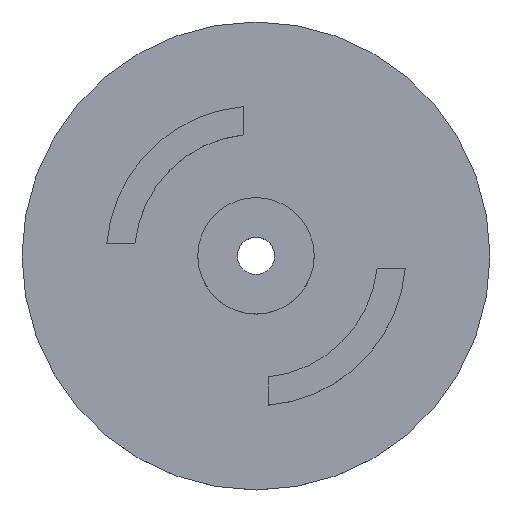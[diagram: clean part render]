
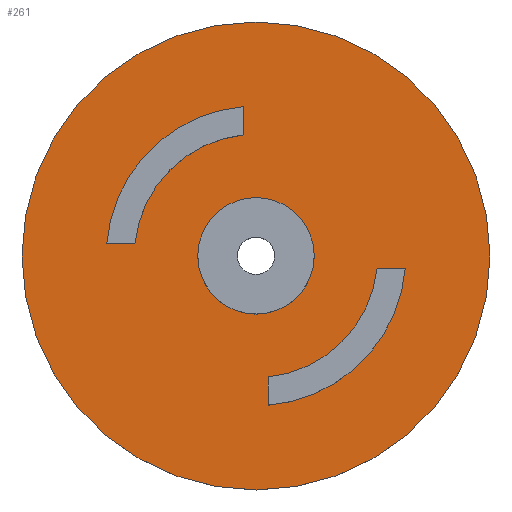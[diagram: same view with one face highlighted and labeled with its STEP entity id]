
A CAD part, top view. The second image highlights one B-rep face of the part: STEP entity #261.
In plain terms, the highlighted planar face has unit normal (0, 0, 1).
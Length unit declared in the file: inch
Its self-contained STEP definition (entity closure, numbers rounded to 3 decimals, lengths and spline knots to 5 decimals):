
#15=LINE($,#402,#31);
#19=LINE($,#413,#35);
#23=LINE($,#427,#39);
#27=LINE($,#438,#43);
#31=VECTOR($,#323,0.09037);
#35=VECTOR($,#335,0.09037);
#39=VECTOR($,#349,0.09037);
#43=VECTOR($,#361,0.09037);
#53=PLANE($,#296);
#69=FACE_BOUND($,#109,.T.);
#70=FACE_BOUND($,#110,.T.);
#71=FACE_BOUND($,#111,.T.);
#72=FACE_BOUND($,#112,.T.);
#109=EDGE_LOOP($,(#234,#235,#236,#237));
#110=EDGE_LOOP($,(#238,#239,#240,#241));
#111=EDGE_LOOP($,(#242));
#112=EDGE_LOOP($,(#243));
#115=CIRCLE($,#269,0.75);
#117=CIRCLE($,#273,0.48);
#119=CIRCLE($,#277,0.39);
#121=CIRCLE($,#282,0.48);
#123=CIRCLE($,#286,0.39);
#127=CIRCLE($,#294,0.1865);
#130=VERTEX_POINT($,#386);
#132=VERTEX_POINT($,#392);
#133=VERTEX_POINT($,#393);
#136=VERTEX_POINT($,#401);
#138=VERTEX_POINT($,#407);
#140=VERTEX_POINT($,#417);
#141=VERTEX_POINT($,#418);
#144=VERTEX_POINT($,#426);
#146=VERTEX_POINT($,#432);
#150=VERTEX_POINT($,#447);
#153=EDGE_CURVE($,#130,#130,#115,.T.);
#155=EDGE_CURVE($,#132,#133,#117,.T.);
#159=EDGE_CURVE($,#133,#136,#15,.T.);
#162=EDGE_CURVE($,#136,#138,#119,.T.);
#165=EDGE_CURVE($,#138,#132,#19,.T.);
#167=EDGE_CURVE($,#140,#141,#121,.T.);
#171=EDGE_CURVE($,#141,#144,#23,.T.);
#174=EDGE_CURVE($,#144,#146,#123,.T.);
#177=EDGE_CURVE($,#146,#140,#27,.T.);
#181=EDGE_CURVE($,#150,#150,#127,.T.);
#234=ORIENTED_EDGE($,*,*,#155,.T.);
#235=ORIENTED_EDGE($,*,*,#159,.T.);
#236=ORIENTED_EDGE($,*,*,#162,.T.);
#237=ORIENTED_EDGE($,*,*,#165,.T.);
#238=ORIENTED_EDGE($,*,*,#167,.T.);
#239=ORIENTED_EDGE($,*,*,#171,.T.);
#240=ORIENTED_EDGE($,*,*,#174,.T.);
#241=ORIENTED_EDGE($,*,*,#177,.T.);
#242=ORIENTED_EDGE($,*,*,#181,.T.);
#243=ORIENTED_EDGE($,*,*,#153,.T.);
#261=ADVANCED_FACE($,(#69,#70,#71,#72),#53,.T.);
#269=AXIS2_PLACEMENT_3D($,#387,#307,#308);
#273=AXIS2_PLACEMENT_3D($,#394,#315,#316);
#277=AXIS2_PLACEMENT_3D($,#408,#328,#329);
#282=AXIS2_PLACEMENT_3D($,#419,#341,#342);
#286=AXIS2_PLACEMENT_3D($,#433,#354,#355);
#294=AXIS2_PLACEMENT_3D($,#448,#373,#374);
#296=AXIS2_PLACEMENT_3D($,#450,#377,#378);
#307=DIRECTION('center_axis',(0.,0.,1.));
#308=DIRECTION('ref_axis',(-1.,0.,0.));
#315=DIRECTION('center_axis',(0.,0.,-1.));
#316=DIRECTION('ref_axis',(0.081,-0.997,0.));
#323=DIRECTION($,(0.,1.,0.));
#328=DIRECTION('center_axis',(0.,0.,1.));
#329=DIRECTION('ref_axis',(-0.1,0.995,0.));
#335=DIRECTION($,(1.,0.,0.));
#341=DIRECTION('center_axis',(0.,0.,-1.));
#342=DIRECTION('ref_axis',(-0.081,0.997,0.));
#349=DIRECTION($,(0.,-1.,0.));
#354=DIRECTION('center_axis',(0.,0.,1.));
#355=DIRECTION('ref_axis',(0.1,-0.995,0.));
#361=DIRECTION($,(-1.,0.,0.));
#373=DIRECTION('center_axis',(0.,0.,-1.));
#374=DIRECTION('ref_axis',(-1.,0.,0.));
#377=DIRECTION('center_axis',(0.,0.,1.));
#378=DIRECTION('ref_axis',(1.,0.,0.));
#386=CARTESIAN_POINT('',(0.75,0.,0.1));
#387=CARTESIAN_POINT('Origin',(0.,0.,0.1));
#392=CARTESIAN_POINT('',(0.47841,-0.039,0.1));
#393=CARTESIAN_POINT('',(0.039,-0.47841,0.1));
#394=CARTESIAN_POINT('Origin',(0.,0.,0.1));
#401=CARTESIAN_POINT('',(0.039,-0.38805,0.1));
#402=CARTESIAN_POINT($,(0.039,-0.19402,0.1));
#407=CARTESIAN_POINT('',(0.38805,-0.039,0.1));
#408=CARTESIAN_POINT('Origin',(0.,0.,0.1));
#413=CARTESIAN_POINT($,(0.23921,-0.039,0.1));
#417=CARTESIAN_POINT('',(-0.47841,0.039,0.1));
#418=CARTESIAN_POINT('',(-0.039,0.47841,0.1));
#419=CARTESIAN_POINT('Origin',(0.,0.,0.1));
#426=CARTESIAN_POINT('',(-0.039,0.38805,0.1));
#427=CARTESIAN_POINT($,(-0.039,0.19402,0.1));
#432=CARTESIAN_POINT('',(-0.38805,0.039,0.1));
#433=CARTESIAN_POINT('Origin',(0.,0.,0.1));
#438=CARTESIAN_POINT($,(-0.23921,0.039,0.1));
#447=CARTESIAN_POINT('',(0.1865,0.,0.1));
#448=CARTESIAN_POINT('Origin',(0.,0.,0.1));
#450=CARTESIAN_POINT('Origin',(0.,0.,
0.1));
